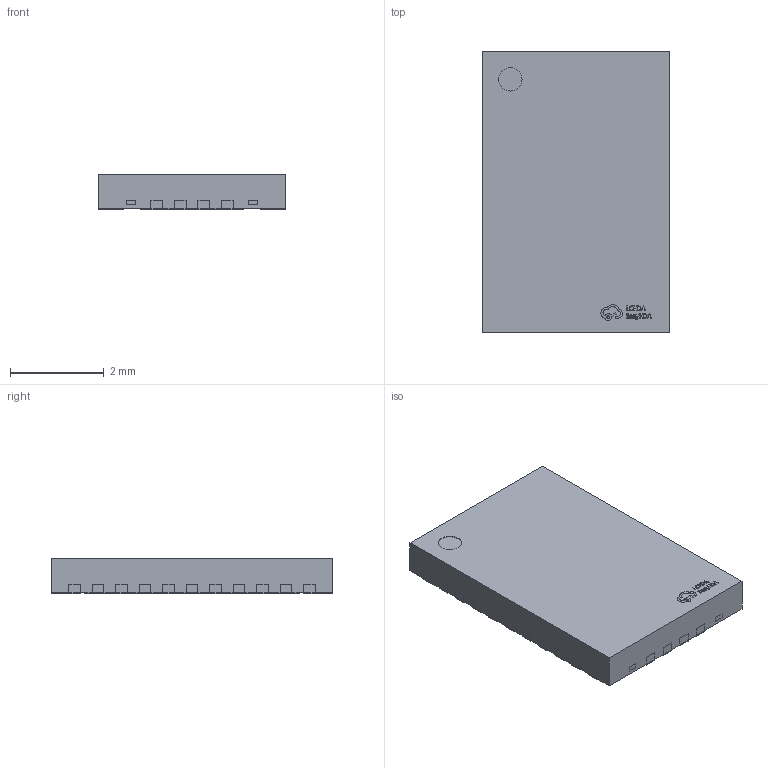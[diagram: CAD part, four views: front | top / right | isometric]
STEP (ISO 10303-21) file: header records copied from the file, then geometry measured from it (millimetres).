
FILE_DESCRIPTION (( 'STEP AP214' ), '1' );
FILE_NAME ('WQFN-30_L6.0-W4.0-H0.8-P0.50-BL-EP.step', '2022-07-15T04:24:55', ( '' ), ( '' ), 'SwSTEP 2.0', 'SolidWorks 2020', '' );
FILE_SCHEMA (( 'AUTOMOTIVE_DESIGN' ));
Length unit declared in the file: millimetre
Products named in the file (1): WQFN-30_L6.0-W4.0-H0.8-P0.50-BL-EP
Bounding box: 4 x 6 x 0.75 mm (x, y, z)
Surface area: 115.7 mm2
Topology: 75 solids, 75 shells, 970 faces, 2440 edges, 1632 vertices
Faces by surface type: plane 676, cylinder 182, bspline 112
Entity records: 40875 total; most frequent: CARTESIAN_POINT 7147, ORIENTED_EDGE 4880, DIRECTION 4294, EDGE_CURVE 2440, VECTOR 1848, LINE 1848, VERTEX_POINT 1632, AXIS2_PLACEMENT_3D 1223
